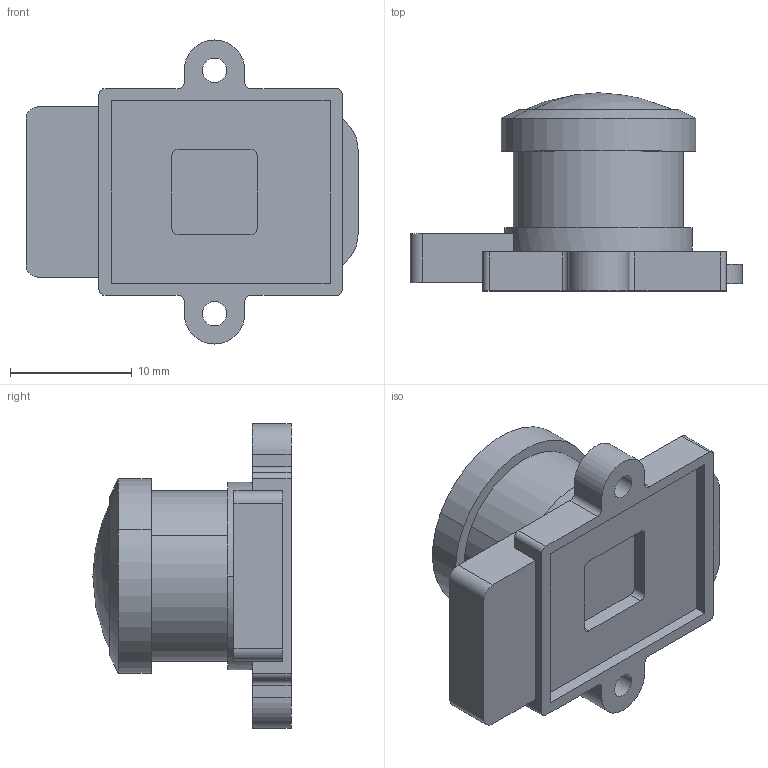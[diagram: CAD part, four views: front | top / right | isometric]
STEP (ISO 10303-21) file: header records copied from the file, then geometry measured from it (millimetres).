
FILE_DESCRIPTION (( 'STEP AP203' ), '1' );
FILE_NAME ('ircut_lens.STEP', '2018-08-29T07:32:51', ( '' ), ( '' ), 'SwSTEP 2.0', 'SolidWorks 2016', '' );
FILE_SCHEMA (( 'CONFIG_CONTROL_DESIGN' ));
Length unit declared in the file: millimetre
Products named in the file (3): lens; ircut_lens; ircut
Assembly tree (2 placements, depth 2):
  ircut_lens
    ircut
    lens
Bounding box: 27.3 x 16.3 x 25 mm (x, y, z)
Volume: 3459.8 mm3; surface area: 2498.2 mm2
Topology: 2 solids, 2 shells, 72 faces, 186 edges, 123 vertices
Faces by surface type: plane 36, cylinder 32, cone 2, sphere 2
Entity records: 2533 total; most frequent: DIRECTION 410, CARTESIAN_POINT 386, ORIENTED_EDGE 372, EDGE_CURVE 186, AXIS2_PLACEMENT_3D 147, VERTEX_POINT 123, VECTOR 116, LINE 116
